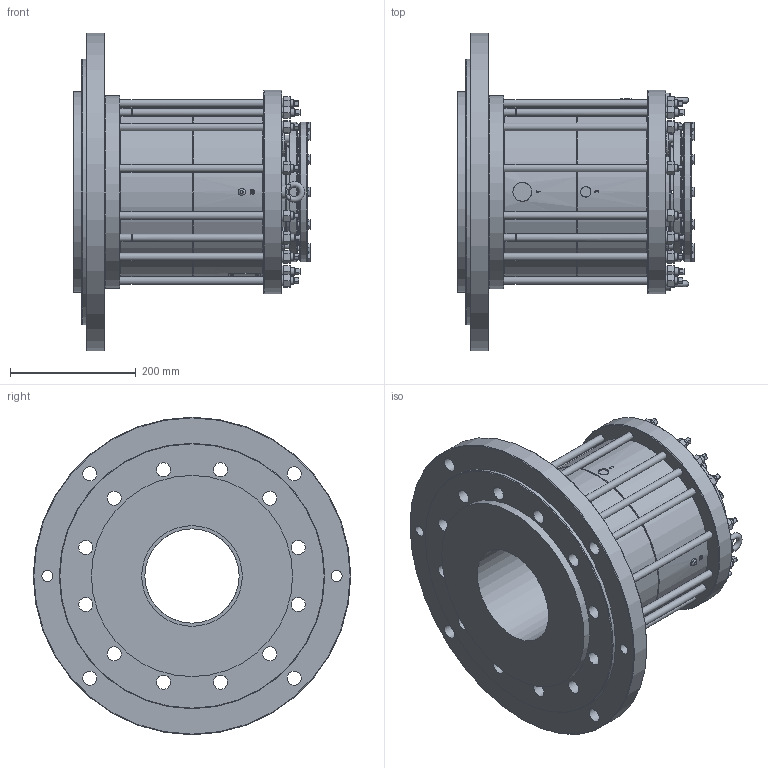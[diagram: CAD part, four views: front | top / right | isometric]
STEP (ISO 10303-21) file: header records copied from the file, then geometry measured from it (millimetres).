
FILE_DESCRIPTION(/* description */ ('Unknown'),/* implementation_level */ '2;1');
FILE_NAME(/* name */ '160mm',/* time_stamp */ '2023-04-14T16:05:33+01:00',/* author */ ('Unknown'),/* organization */ ('Unknown'),/* preprocessor_version */ 'ST-DEVELOPER v18.102',/* originating_system */ 'Solid Edge',/* authorisation */ 'Unknown');
FILE_SCHEMA (('AUTOMOTIVE_DESIGN {1 0 10303 214 3 1 1}'));
Length unit declared in the file: millimetre
Products named in the file (1): 160mm
Bounding box: 376.84 x 505 x 505 mm (x, y, z)
Volume: 20354600.9 mm3; surface area: 1244376.4 mm2
Topology: 1 solids, 1 shells, 1248 faces, 3138 edges, 1967 vertices
Faces by surface type: plane 551, cone 363, cylinder 247, torus 45, bspline 42
Full cylindrical faces by diameter (mm): 2.5 x4, 3.175 x1, 4.94 x1, 5 x2, 8 x12, 12 x52, 12.5 x1, 13 x4, 16.002 x1, 16.5 x1, 17.5 x2, 22 x2, 22.5 x16, 30 x2, 150 x3, 150.19 x1, 160 x1, 168.275 x1, 173.939 x1, 178.765 x1, 222.199 x2, 249.885 x1, 260.883 x1, 276.987 x2, 308.61 x1, 320 x1, 323.85 x1, 422 x1, 505 x1
Entity records: 46513 total; most frequent: CARTESIAN_POINT 10377, ORIENTED_EDGE 5540, DIRECTION 5406, EDGE_CURVE 2770, AXIS2_PLACEMENT_3D 2268, VERTEX_POINT 1816, FACE_BOUND 1730, EDGE_LOOP 1726
